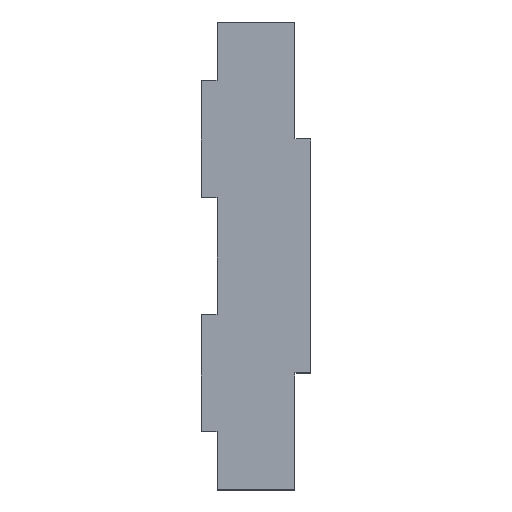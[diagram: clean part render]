
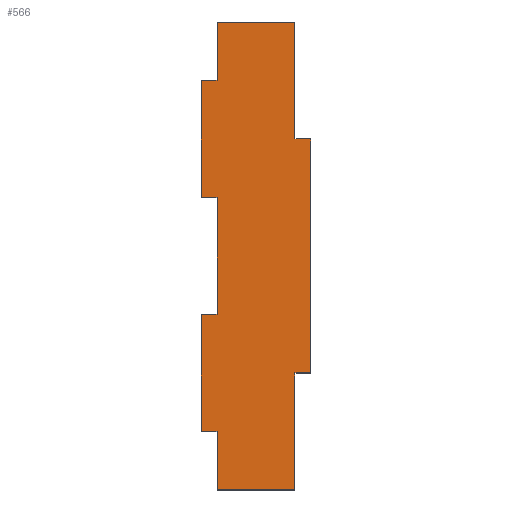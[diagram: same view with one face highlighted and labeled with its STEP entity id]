
A CAD part, top view. The second image highlights one B-rep face of the part: STEP entity #566.
In plain terms, the highlighted planar face has unit normal (0, 0, 1).
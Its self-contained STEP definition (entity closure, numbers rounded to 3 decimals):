
#48=CARTESIAN_POINT('Line Origine',(7.,80.,97.)) ;
#52=CARTESIAN_POINT('Vertex',(2.,80.,97.)) ;
#54=CARTESIAN_POINT('Vertex',(12.,80.,97.)) ;
#88=CARTESIAN_POINT('Line Origine',(12.,72.5,97.)) ;
#92=CARTESIAN_POINT('Vertex',(12.,65.,97.)) ;
#119=CARTESIAN_POINT('Line Origine',(13.,65.,97.)) ;
#123=CARTESIAN_POINT('Vertex',(14.,65.,97.)) ;
#150=CARTESIAN_POINT('Line Origine',(14.,50.,97.)) ;
#154=CARTESIAN_POINT('Vertex',(14.,35.,97.)) ;
#181=CARTESIAN_POINT('Line Origine',(13.,35.,97.)) ;
#185=CARTESIAN_POINT('Vertex',(12.,35.,97.)) ;
#207=CARTESIAN_POINT('Line Origine',(12.,27.5,97.)) ;
#211=CARTESIAN_POINT('Vertex',(12.,20.,97.)) ;
#238=CARTESIAN_POINT('Line Origine',(7.,20.,97.)) ;
#242=CARTESIAN_POINT('Vertex',(2.,20.,97.)) ;
#269=CARTESIAN_POINT('Line Origine',(2.,23.75,97.)) ;
#273=CARTESIAN_POINT('Vertex',(2.,27.5,97.)) ;
#300=CARTESIAN_POINT('Line Origine',(1.,27.5,97.)) ;
#304=CARTESIAN_POINT('Vertex',(0.,27.5,97.)) ;
#331=CARTESIAN_POINT('Line Origine',(0.,35.,97.)) ;
#335=CARTESIAN_POINT('Vertex',(0.,42.5,97.)) ;
#362=CARTESIAN_POINT('Line Origine',(1.,42.5,97.)) ;
#366=CARTESIAN_POINT('Vertex',(2.,42.5,97.)) ;
#388=CARTESIAN_POINT('Line Origine',(2.,50.,97.)) ;
#392=CARTESIAN_POINT('Vertex',(2.,57.5,97.)) ;
#419=CARTESIAN_POINT('Line Origine',(1.,57.5,97.)) ;
#423=CARTESIAN_POINT('Vertex',(0.,57.5,97.)) ;
#445=CARTESIAN_POINT('Line Origine',(0.,65.,97.)) ;
#449=CARTESIAN_POINT('Vertex',(0.,72.5,97.)) ;
#476=CARTESIAN_POINT('Line Origine',(1.,72.5,97.)) ;
#480=CARTESIAN_POINT('Vertex',(2.,72.5,97.)) ;
#502=CARTESIAN_POINT('Line Origine',(2.,76.25,97.)) ;
#543=CARTESIAN_POINT('Axis2P3D Location',(0.,0.,97.)) ;
#50=VECTOR('Line Direction',#49,1.) ;
#90=VECTOR('Line Direction',#89,1.) ;
#121=VECTOR('Line Direction',#120,1.) ;
#152=VECTOR('Line Direction',#151,1.) ;
#183=VECTOR('Line Direction',#182,1.) ;
#209=VECTOR('Line Direction',#208,1.) ;
#240=VECTOR('Line Direction',#239,1.) ;
#271=VECTOR('Line Direction',#270,1.) ;
#302=VECTOR('Line Direction',#301,1.) ;
#333=VECTOR('Line Direction',#332,1.) ;
#364=VECTOR('Line Direction',#363,1.) ;
#390=VECTOR('Line Direction',#389,1.) ;
#421=VECTOR('Line Direction',#420,1.) ;
#447=VECTOR('Line Direction',#446,1.) ;
#478=VECTOR('Line Direction',#477,1.) ;
#504=VECTOR('Line Direction',#503,1.) ;
#49=DIRECTION('Vector Direction',(-1.,0.,0.)) ;
#89=DIRECTION('Vector Direction',(0.,1.,0.)) ;
#120=DIRECTION('Vector Direction',(-1.,0.,0.)) ;
#151=DIRECTION('Vector Direction',(0.,1.,0.)) ;
#182=DIRECTION('Vector Direction',(1.,0.,0.)) ;
#208=DIRECTION('Vector Direction',(0.,1.,0.)) ;
#239=DIRECTION('Vector Direction',(1.,0.,0.)) ;
#270=DIRECTION('Vector Direction',(0.,-1.,0.)) ;
#301=DIRECTION('Vector Direction',(1.,0.,0.)) ;
#332=DIRECTION('Vector Direction',(0.,-1.,0.)) ;
#363=DIRECTION('Vector Direction',(-1.,0.,0.)) ;
#389=DIRECTION('Vector Direction',(0.,-1.,0.)) ;
#420=DIRECTION('Vector Direction',(1.,0.,0.)) ;
#446=DIRECTION('Vector Direction',(0.,-1.,0.)) ;
#477=DIRECTION('Vector Direction',(-1.,0.,0.)) ;
#503=DIRECTION('Vector Direction',(0.,-1.,0.)) ;
#544=DIRECTION('Axis2P3D Direction',(0.,0.,-1.)) ;
#545=DIRECTION('Axis2P3D XDirection',(1.,0.,0.)) ;
#546=AXIS2_PLACEMENT_3D('Plane Axis2P3D',#543,#544,#545) ;
#51=LINE('Line',#48,#50) ;
#91=LINE('Line',#88,#90) ;
#122=LINE('Line',#119,#121) ;
#153=LINE('Line',#150,#152) ;
#184=LINE('Line',#181,#183) ;
#210=LINE('Line',#207,#209) ;
#241=LINE('Line',#238,#240) ;
#272=LINE('Line',#269,#271) ;
#303=LINE('Line',#300,#302) ;
#334=LINE('Line',#331,#333) ;
#365=LINE('Line',#362,#364) ;
#391=LINE('Line',#388,#390) ;
#422=LINE('Line',#419,#421) ;
#448=LINE('Line',#445,#447) ;
#479=LINE('Line',#476,#478) ;
#505=LINE('Line',#502,#504) ;
#547=PLANE('',#546) ;
#56=EDGE_CURVE('',#53,#55,#51,.F.) ;
#94=EDGE_CURVE('',#55,#93,#91,.F.) ;
#125=EDGE_CURVE('',#93,#124,#122,.F.) ;
#156=EDGE_CURVE('',#124,#155,#153,.F.) ;
#187=EDGE_CURVE('',#155,#186,#184,.F.) ;
#213=EDGE_CURVE('',#186,#212,#210,.F.) ;
#244=EDGE_CURVE('',#212,#243,#241,.F.) ;
#275=EDGE_CURVE('',#243,#274,#272,.F.) ;
#306=EDGE_CURVE('',#274,#305,#303,.F.) ;
#337=EDGE_CURVE('',#305,#336,#334,.F.) ;
#368=EDGE_CURVE('',#336,#367,#365,.F.) ;
#394=EDGE_CURVE('',#367,#393,#391,.F.) ;
#425=EDGE_CURVE('',#393,#424,#422,.F.) ;
#451=EDGE_CURVE('',#424,#450,#448,.F.) ;
#482=EDGE_CURVE('',#450,#481,#479,.F.) ;
#506=EDGE_CURVE('',#481,#53,#505,.F.) ;
#549=ORIENTED_EDGE('',*,*,#506,.F.) ;
#550=ORIENTED_EDGE('',*,*,#482,.F.) ;
#551=ORIENTED_EDGE('',*,*,#451,.F.) ;
#552=ORIENTED_EDGE('',*,*,#425,.F.) ;
#553=ORIENTED_EDGE('',*,*,#394,.F.) ;
#554=ORIENTED_EDGE('',*,*,#368,.F.) ;
#555=ORIENTED_EDGE('',*,*,#337,.F.) ;
#556=ORIENTED_EDGE('',*,*,#306,.F.) ;
#557=ORIENTED_EDGE('',*,*,#275,.F.) ;
#558=ORIENTED_EDGE('',*,*,#244,.F.) ;
#559=ORIENTED_EDGE('',*,*,#213,.F.) ;
#560=ORIENTED_EDGE('',*,*,#187,.F.) ;
#561=ORIENTED_EDGE('',*,*,#156,.F.) ;
#562=ORIENTED_EDGE('',*,*,#125,.F.) ;
#563=ORIENTED_EDGE('',*,*,#94,.F.) ;
#564=ORIENTED_EDGE('',*,*,#56,.F.) ;
#548=EDGE_LOOP('',(#549,#550,#551,#552,#553,#554,#555,#556,#557,#558,#559,#560,#561,#562,#563,#564)) ;
#53=VERTEX_POINT('',#52) ;
#55=VERTEX_POINT('',#54) ;
#93=VERTEX_POINT('',#92) ;
#124=VERTEX_POINT('',#123) ;
#155=VERTEX_POINT('',#154) ;
#186=VERTEX_POINT('',#185) ;
#212=VERTEX_POINT('',#211) ;
#243=VERTEX_POINT('',#242) ;
#274=VERTEX_POINT('',#273) ;
#305=VERTEX_POINT('',#304) ;
#336=VERTEX_POINT('',#335) ;
#367=VERTEX_POINT('',#366) ;
#393=VERTEX_POINT('',#392) ;
#424=VERTEX_POINT('',#423) ;
#450=VERTEX_POINT('',#449) ;
#481=VERTEX_POINT('',#480) ;
#566=ADVANCED_FACE('Corps principal',(#565),#547,.F.) ;
#565=FACE_OUTER_BOUND('',#548,.T.) ;
